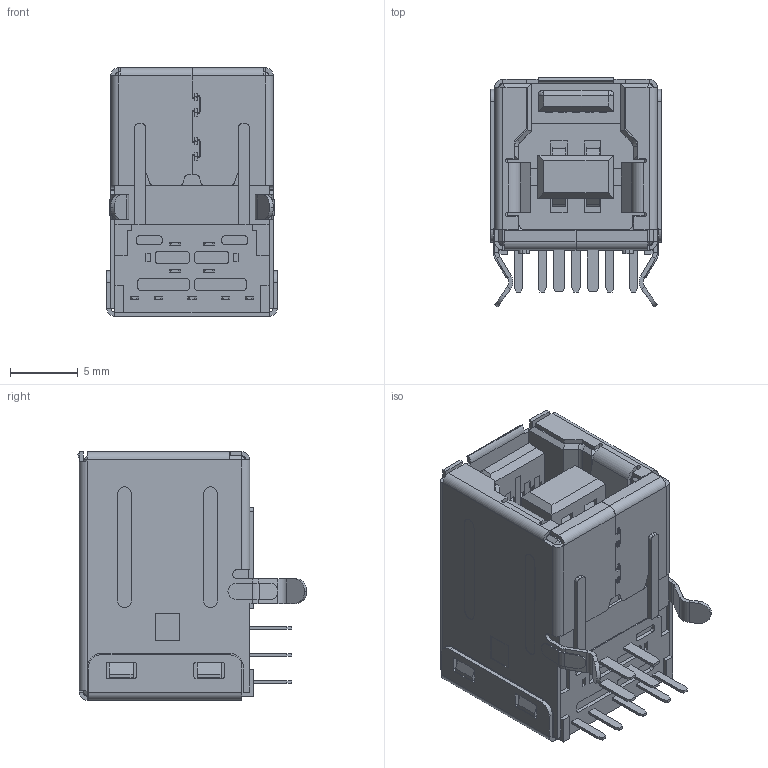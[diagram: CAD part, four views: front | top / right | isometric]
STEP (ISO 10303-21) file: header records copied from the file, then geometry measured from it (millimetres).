
FILE_DESCRIPTION (( 'STEP AP214' ), '1' );
FILE_NAME ('GSB3211311WEU.STEP', '2020-03-11T11:51:53', ( '' ), ( '' ), 'SwSTEP 2.0', 'SolidWorks 2017', '' );
FILE_SCHEMA (( 'AUTOMOTIVE_DESIGN' ));
Length unit declared in the file: millimetre
Products named in the file (1): GSB3211311WEU
Bounding box: 12.6 x 16.98 x 18.35 mm (x, y, z)
Volume: 2126.9 mm3; surface area: 3962.6 mm2
Topology: 21 solids, 21 shells, 991 faces, 2555 edges, 1620 vertices
Faces by surface type: plane 765, cylinder 220, cone 6
Entity records: 29865 total; most frequent: CARTESIAN_POINT 5165, ORIENTED_EDGE 5106, DIRECTION 4993, EDGE_CURVE 2553, VECTOR 2097, LINE 2097, VERTEX_POINT 1620, AXIS2_PLACEMENT_3D 1448
